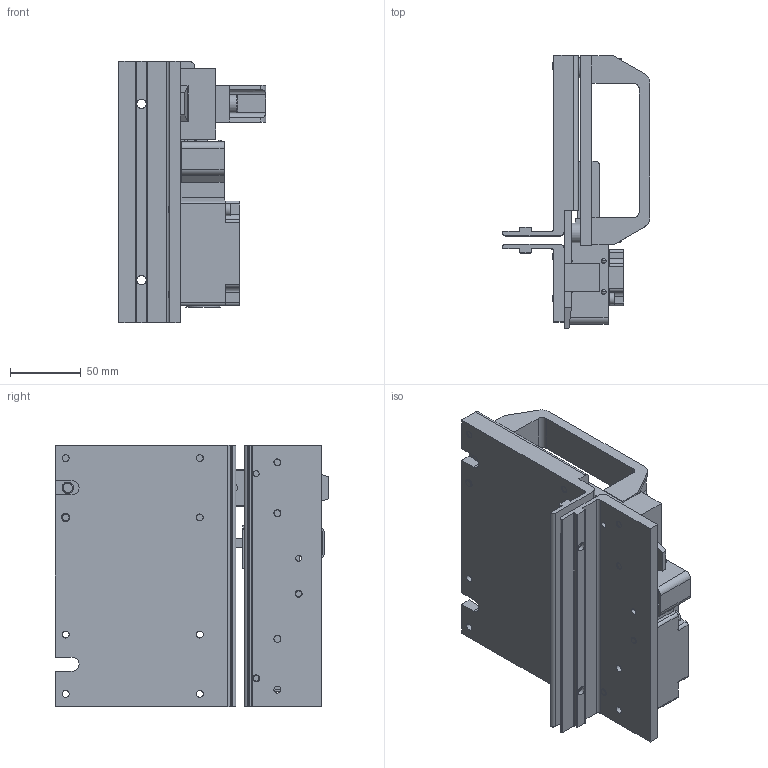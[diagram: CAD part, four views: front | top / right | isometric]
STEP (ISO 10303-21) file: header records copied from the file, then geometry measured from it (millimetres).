
FILE_DESCRIPTION((''),'2;1');
FILE_NAME('SZ8016V.stp','2013-01-02T13:35:54',('marina kaa'),(''),'Autodesk Inventor 2012','Autodesk Inventor 2012','');
FILE_SCHEMA(('AUTOMOTIVE_DESIGN { 1 0 10303 214 1 1 1 1 }'));
Length unit declared in the file: millimetre
Products named in the file (1): SZ8016V_K
Bounding box: 104.6 x 194 x 185 mm (x, y, z)
Volume: 627016 mm3; surface area: 197111.1 mm2
Topology: 4 solids, 18 shells, 582 faces, 1468 edges, 964 vertices
Faces by surface type: plane 341, cylinder 174, cone 41, sphere 18, torus 8
Full cylindrical faces by diameter (mm): 2.5 x4, 4.134 x4, 4.917 x11, 5 x6, 6 x7, 6.4 x1, 6.6 x10, 6.647 x1, 8 x3, 8.5 x6, 9.8 x1, 10 x6, 11 x6, 13 x2, 14 x2
Entity records: 17103 total; most frequent: CARTESIAN_POINT 3023, DIRECTION 2807, ORIENTED_EDGE 2590, EDGE_CURVE 1295, AXIS2_PLACEMENT_3D 1010, VERTEX_POINT 907, EDGE_LOOP 798, VECTOR 787
